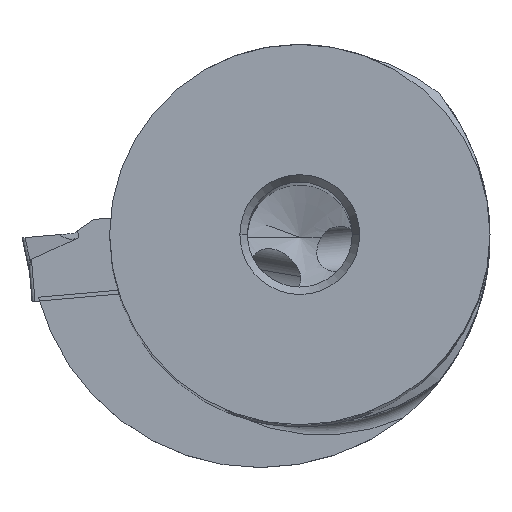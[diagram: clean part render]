
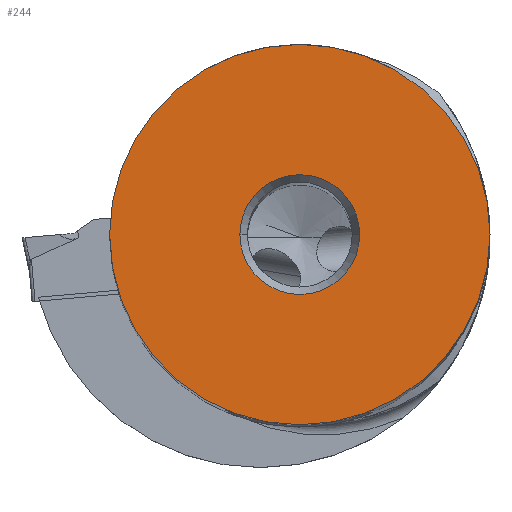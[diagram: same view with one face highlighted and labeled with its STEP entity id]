
A CAD part, top view. The second image highlights one B-rep face of the part: STEP entity #244.
In plain terms, the highlighted planar face has unit normal (0, 0, 1).
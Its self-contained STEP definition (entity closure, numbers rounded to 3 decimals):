
#60=FACE_BOUND('',#552,.T.);
#61=FACE_BOUND('',#553,.T.);
#244=ADVANCED_FACE('',(#60,#61),#333,.T.);
#333=PLANE('',#2970);
#552=EDGE_LOOP('',(#1087,#1088));
#553=EDGE_LOOP('',(#1089,#1090));
#1087=ORIENTED_EDGE('',*,*,#1920,.T.);
#1088=ORIENTED_EDGE('',*,*,#1925,.T.);
#1089=ORIENTED_EDGE('',*,*,#1926,.T.);
#1090=ORIENTED_EDGE('',*,*,#1927,.T.);
#1578=VERTEX_POINT('',#5362);
#1579=VERTEX_POINT('',#5364);
#1584=VERTEX_POINT('',#5377);
#1585=VERTEX_POINT('',#5378);
#1920=EDGE_CURVE('',#1578,#1579,#2269,.T.);
#1925=EDGE_CURVE('',#1579,#1578,#2270,.T.);
#1926=EDGE_CURVE('',#1584,#1585,#2271,.T.);
#1927=EDGE_CURVE('',#1585,#1584,#2272,.T.);
#2269=CIRCLE('',#2963,12.7);
#2270=CIRCLE('',#2967,12.7);
#2271=CIRCLE('',#2968,4.);
#2272=CIRCLE('',#2969,4.);
#2963=AXIS2_PLACEMENT_3D('',#5365,#3481,#3482);
#2967=AXIS2_PLACEMENT_3D('',#5375,#3491,#3492);
#2968=AXIS2_PLACEMENT_3D('',#5376,#3493,#3494);
#2969=AXIS2_PLACEMENT_3D('',#5379,#3495,#3496);
#2970=AXIS2_PLACEMENT_3D('',#5380,#3497,#3498);
#3481=DIRECTION('',(0.,0.,1.));
#3482=DIRECTION('',(1.,0.,0.));
#3491=DIRECTION('',(0.,0.,1.));
#3492=DIRECTION('',(-1.,0.,0.));
#3493=DIRECTION('',(0.,0.,-1.));
#3494=DIRECTION('',(1.,0.,0.));
#3495=DIRECTION('',(0.,0.,-1.));
#3496=DIRECTION('',(-1.,0.,0.));
#3497=DIRECTION('',(0.,0.,1.));
#3498=DIRECTION('',(-1.,0.,0.));
#5362=CARTESIAN_POINT('',(12.7,0.,0.));
#5364=CARTESIAN_POINT('',(-12.7,0.,0.));
#5365=CARTESIAN_POINT('',(0.,0.,0.));
#5375=CARTESIAN_POINT('',(0.,0.,0.));
#5376=CARTESIAN_POINT('',(0.,0.,0.));
#5377=CARTESIAN_POINT('',(4.,0.,0.));
#5378=CARTESIAN_POINT('',(-4.,0.,0.));
#5379=CARTESIAN_POINT('',(0.,0.,0.));
#5380=CARTESIAN_POINT('',(0.,0.,0.));
